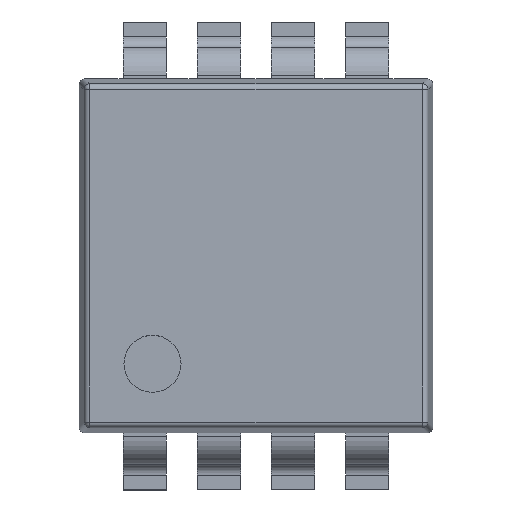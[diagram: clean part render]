
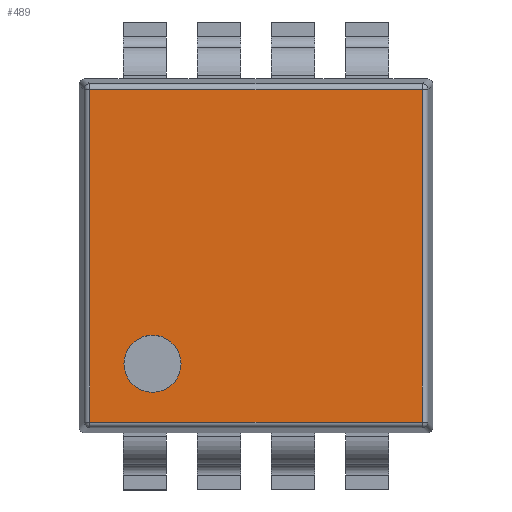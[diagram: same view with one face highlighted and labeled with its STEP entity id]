
A CAD part, top view. The second image highlights one B-rep face of the part: STEP entity #489.
In plain terms, the highlighted planar face has unit normal (0, 0, 1).
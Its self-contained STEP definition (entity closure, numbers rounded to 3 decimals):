
#4 = VERTEX_POINT ( 'NONE', #2861 ) ;
#425 = EDGE_CURVE ( 'NONE', #4, #426, #3441, .T. ) ;
#426 = VERTEX_POINT ( 'NONE', #3436 ) ;
#489 = ADVANCED_FACE ( 'NONE', ( #3821, #3769 ), #3712, .F. ) ;
#490 = EDGE_LOOP ( 'NONE', ( #491, #701 ) ) ;
#491 = ORIENTED_EDGE ( 'NONE', *, *, #702, .F. ) ;
#579 = ORIENTED_EDGE ( 'NONE', *, *, #627, .T. ) ;
#580 = VERTEX_POINT ( 'NONE', #3889 ) ;
#581 = ORIENTED_EDGE ( 'NONE', *, *, #605, .T. ) ;
#605 = EDGE_CURVE ( 'NONE', #640, #629, #3972, .T. ) ;
#625 = EDGE_CURVE ( 'NONE', #705, #640, #4160, .T. ) ;
#627 = EDGE_CURVE ( 'NONE', #580, #705, #4071, .T. ) ;
#628 = ORIENTED_EDGE ( 'NONE', *, *, #625, .T. ) ;
#629 = VERTEX_POINT ( 'NONE', #4067 ) ;
#630 = ORIENTED_EDGE ( 'NONE', *, *, #671, .T. ) ;
#640 = VERTEX_POINT ( 'NONE', #4103 ) ;
#641 = EDGE_LOOP ( 'NONE', ( #581, #630, #579, #628 ) ) ;
#671 = EDGE_CURVE ( 'NONE', #629, #580, #4175, .T. ) ;
#701 = ORIENTED_EDGE ( 'NONE', *, *, #425, .F. ) ;
#702 = EDGE_CURVE ( 'NONE', #426, #4, #4252, .T. ) ;
#705 = VERTEX_POINT ( 'NONE', #4421 ) ;
#2861 = CARTESIAN_POINT ( 'NONE',  ( -1.157, -0.946, 1.1 ) ) ;
#3436 = CARTESIAN_POINT ( 'NONE',  ( -0.657, -0.946, 1.1 ) ) ;
#3437 = DIRECTION ( 'NONE',  ( 1., 0., 0. ) ) ;
#3438 = DIRECTION ( 'NONE',  ( 0., 0., 1. ) ) ;
#3439 = CARTESIAN_POINT ( 'NONE',  ( -0.907, -0.946, 1.1 ) ) ;
#3440 = AXIS2_PLACEMENT_3D ( 'NONE', #3439, #3438, #3437 ) ;
#3441 = CIRCLE ( 'NONE', #3440, 0.25 ) ;
#3662 = DIRECTION ( 'NONE',  ( -1., 0., 0. ) ) ;
#3663 = DIRECTION ( 'NONE',  ( 0., 0., -1. ) ) ;
#3664 = CARTESIAN_POINT ( 'NONE',  ( 1.55, -1.55, 1.1 ) ) ;
#3665 = AXIS2_PLACEMENT_3D ( 'NONE', #3664, #3663, #3662 ) ;
#3712 = PLANE ( 'NONE',  #3665 ) ;
#3769 = FACE_OUTER_BOUND ( 'NONE', #641, .T. ) ;
#3821 = FACE_BOUND ( 'NONE', #490, .T. ) ;
#3889 = CARTESIAN_POINT ( 'NONE',  ( 1.457, -1.457, 1.1 ) ) ;
#3971 = CARTESIAN_POINT ( 'NONE',  ( -1.457, -1.501, 1.1 ) ) ;
#3972 = LINE ( 'NONE', #3971, #4024 ) ;
#4023 = DIRECTION ( 'NONE',  ( 0., -1., 0. ) ) ;
#4024 = VECTOR ( 'NONE', #4023, 1000. ) ;
#4067 = CARTESIAN_POINT ( 'NONE',  ( -1.457, -1.457, 1.1 ) ) ;
#4068 = DIRECTION ( 'NONE',  ( 0., 1., 0. ) ) ;
#4069 = VECTOR ( 'NONE', #4068, 1000. ) ;
#4070 = CARTESIAN_POINT ( 'NONE',  ( 1.457, 1.501, 1.1 ) ) ;
#4071 = LINE ( 'NONE', #4070, #4069 ) ;
#4103 = CARTESIAN_POINT ( 'NONE',  ( -1.457, 1.457, 1.1 ) ) ;
#4157 = DIRECTION ( 'NONE',  ( -1., 0., 0. ) ) ;
#4158 = VECTOR ( 'NONE', #4157, 1000. ) ;
#4159 = CARTESIAN_POINT ( 'NONE',  ( -1.501, 1.457, 1.1 ) ) ;
#4160 = LINE ( 'NONE', #4159, #4158 ) ;
#4172 = DIRECTION ( 'NONE',  ( 1., 0., 0. ) ) ;
#4173 = VECTOR ( 'NONE', #4172, 1000. ) ;
#4174 = CARTESIAN_POINT ( 'NONE',  ( 1.501, -1.457, 1.1 ) ) ;
#4175 = LINE ( 'NONE', #4174, #4173 ) ;
#4248 = DIRECTION ( 'NONE',  ( 1., 0., 0. ) ) ;
#4249 = DIRECTION ( 'NONE',  ( 0., 0., 1. ) ) ;
#4250 = CARTESIAN_POINT ( 'NONE',  ( -0.907, -0.946, 1.1 ) ) ;
#4251 = AXIS2_PLACEMENT_3D ( 'NONE', #4250, #4249, #4248 ) ;
#4252 = CIRCLE ( 'NONE', #4251, 0.25 ) ;
#4421 = CARTESIAN_POINT ( 'NONE',  ( 1.457, 1.457, 1.1 ) ) ;
